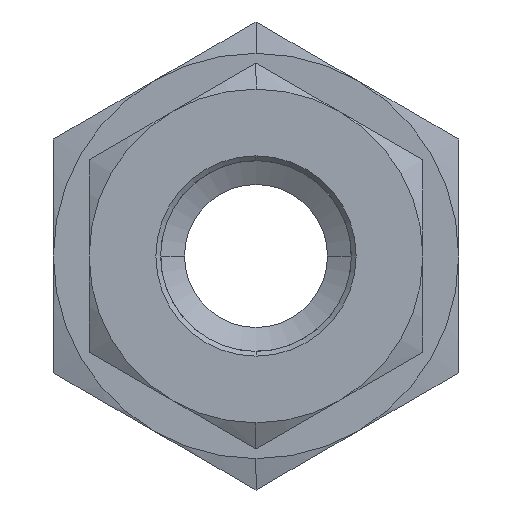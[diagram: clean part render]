
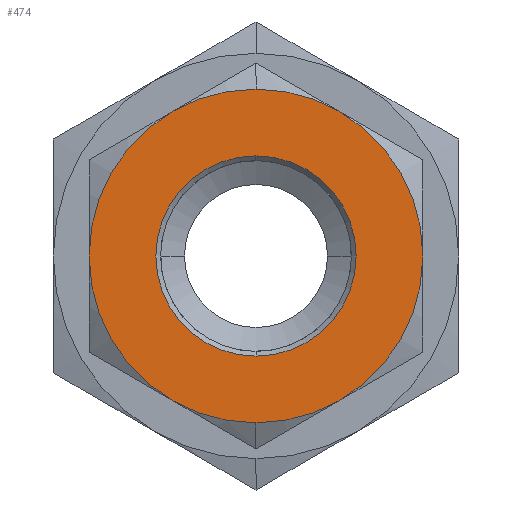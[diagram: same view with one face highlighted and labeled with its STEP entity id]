
A CAD part, left-side view. The second image highlights one B-rep face of the part: STEP entity #474.
In plain terms, the highlighted planar face has unit normal (-1, 0, 0).
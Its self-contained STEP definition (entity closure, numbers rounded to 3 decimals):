
#474=ADVANCED_FACE('',(#1166,#1167),#1168,.F.);
#1166=FACE_OUTER_BOUND('',#2103,.T.);
#1167=FACE_BOUND('',#2104,.T.);
#1168=PLANE('',#2105);
#2103=EDGE_LOOP('',(#3426,#3427,#3428,#3429,#3430,#3431,#3432,#3433));
#2104=EDGE_LOOP('',(#3434,#3435));
#2105=AXIS2_PLACEMENT_3D('',#3436,#3437,#3438);
#3426=ORIENTED_EDGE('',*,*,#5962,.T.);
#3427=ORIENTED_EDGE('',*,*,#5963,.T.);
#3428=ORIENTED_EDGE('',*,*,#5906,.F.);
#3429=ORIENTED_EDGE('',*,*,#5815,.F.);
#3430=ORIENTED_EDGE('',*,*,#5597,.T.);
#3431=ORIENTED_EDGE('',*,*,#5964,.T.);
#3432=ORIENTED_EDGE('',*,*,#5965,.F.);
#3433=ORIENTED_EDGE('',*,*,#5966,.F.);
#3434=ORIENTED_EDGE('',*,*,#5967,.F.);
#3435=ORIENTED_EDGE('',*,*,#5968,.F.);
#3436=CARTESIAN_POINT('',(-15.201,0.0,0.0));
#3437=DIRECTION('',(1.0,0.0,0.0));
#3438=DIRECTION('',(0.0,1.0,-0.0));
#5597=EDGE_CURVE('',#6687,#6685,#6688,.T.);
#5815=EDGE_CURVE('',#6687,#7075,#7076,.T.);
#5906=EDGE_CURVE('',#7075,#7226,#7227,.T.);
#5962=EDGE_CURVE('',#6997,#7316,#7317,.T.);
#5963=EDGE_CURVE('',#7316,#7226,#7318,.T.);
#5964=EDGE_CURVE('',#6685,#7170,#7319,.T.);
#5965=EDGE_CURVE('',#7320,#7170,#7321,.T.);
#5966=EDGE_CURVE('',#6997,#7320,#7322,.T.);
#5967=EDGE_CURVE('',#7323,#7324,#7325,.T.);
#5968=EDGE_CURVE('',#7324,#7323,#7326,.T.);
#6685=VERTEX_POINT('',#8273);
#6687=VERTEX_POINT('',#8276);
#6688=CIRCLE('',#8277,7.0);
#6997=VERTEX_POINT('',#8737);
#7075=VERTEX_POINT('',#8871);
#7076=CIRCLE('',#8872,7.0);
#7170=VERTEX_POINT('',#9107);
#7226=VERTEX_POINT('',#9218);
#7227=CIRCLE('',#9219,7.0);
#7316=VERTEX_POINT('',#9387);
#7317=CIRCLE('',#9388,7.0);
#7318=CIRCLE('',#9389,7.0);
#7319=CIRCLE('',#9390,7.0);
#7320=VERTEX_POINT('',#9391);
#7321=CIRCLE('',#9392,7.0);
#7322=CIRCLE('',#9393,7.0);
#7323=VERTEX_POINT('',#9394);
#7324=VERTEX_POINT('',#9395);
#7325=CIRCLE('',#9396,4.2);
#7326=CIRCLE('',#9397,4.2);
#8273=CARTESIAN_POINT('',(-15.201,0.,7.0));
#8276=CARTESIAN_POINT('',(-15.201,-3.5,6.062));
#8277=AXIS2_PLACEMENT_3D('',#10857,#10858,#10859);
#8737=CARTESIAN_POINT('',(-15.201,3.5,-6.062));
#8871=CARTESIAN_POINT('',(-15.201,-7.0,0.));
#8872=AXIS2_PLACEMENT_3D('',#11088,#11089,#11090);
#9107=CARTESIAN_POINT('',(-15.201,3.5,6.062));
#9218=CARTESIAN_POINT('',(-15.201,-3.5,-6.062));
#9219=AXIS2_PLACEMENT_3D('',#11167,#11168,#11169);
#9387=CARTESIAN_POINT('',(-15.201,0.,-7.0));
#9388=AXIS2_PLACEMENT_3D('',#11231,#11232,#11233);
#9389=AXIS2_PLACEMENT_3D('',#11234,#11235,#11236);
#9390=AXIS2_PLACEMENT_3D('',#11237,#11238,#11239);
#9391=CARTESIAN_POINT('',(-15.201,7.0,0.));
#9392=AXIS2_PLACEMENT_3D('',#11240,#11241,#11242);
#9393=AXIS2_PLACEMENT_3D('',#11243,#11244,#11245);
#9394=CARTESIAN_POINT('',(-15.201,0.0,4.2));
#9395=CARTESIAN_POINT('',(-15.201,0.,-4.2));
#9396=AXIS2_PLACEMENT_3D('',#11246,#11247,#11248);
#9397=AXIS2_PLACEMENT_3D('',#11249,#11250,#11251);
#10857=CARTESIAN_POINT('',(-15.201,0.0,0.0));
#10858=DIRECTION('',(-1.0,0.0,0.0));
#10859=DIRECTION('',(0.0,-0.5,0.866));
#11088=CARTESIAN_POINT('',(-15.201,0.0,0.0));
#11089=DIRECTION('',(1.0,0.0,0.0));
#11090=DIRECTION('',(0.0,-0.5,0.866));
#11167=CARTESIAN_POINT('',(-15.201,0.0,0.0));
#11168=DIRECTION('',(1.0,0.0,0.0));
#11169=DIRECTION('',(0.0,-1.0,0.));
#11231=CARTESIAN_POINT('',(-15.201,0.0,0.0));
#11232=DIRECTION('',(-1.0,0.0,0.0));
#11233=DIRECTION('',(0.0,0.5,-0.866));
#11234=CARTESIAN_POINT('',(-15.201,0.0,0.0));
#11235=DIRECTION('',(-1.0,0.0,0.0));
#11236=DIRECTION('',(0.0,0.5,-0.866));
#11237=CARTESIAN_POINT('',(-15.201,0.0,0.0));
#11238=DIRECTION('',(-1.0,0.0,0.0));
#11239=DIRECTION('',(0.0,-0.5,0.866));
#11240=CARTESIAN_POINT('',(-15.201,0.0,0.0));
#11241=DIRECTION('',(1.0,0.0,0.0));
#11242=DIRECTION('',(0.0,1.0,0.));
#11243=CARTESIAN_POINT('',(-15.201,0.0,0.0));
#11244=DIRECTION('',(1.0,0.0,0.0));
#11245=DIRECTION('',(0.0,0.5,-0.866));
#11246=CARTESIAN_POINT('',(-15.201,0.0,0.));
#11247=DIRECTION('',(-1.0,0.0,0.0));
#11248=DIRECTION('',(0.0,0.0,-1.0));
#11249=CARTESIAN_POINT('',(-15.201,0.0,0.));
#11250=DIRECTION('',(-1.0,0.0,0.0));
#11251=DIRECTION('',(0.0,0.0,-1.0));
